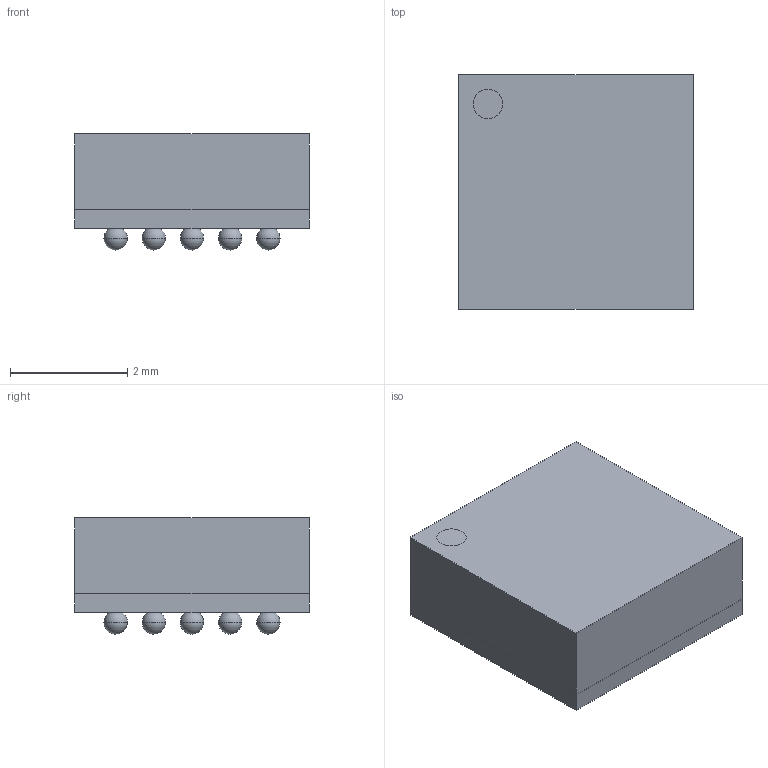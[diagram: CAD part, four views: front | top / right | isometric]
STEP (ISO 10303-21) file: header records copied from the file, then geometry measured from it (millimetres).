
FILE_DESCRIPTION(('FreeCAD Model'),'2;1');
FILE_NAME('Open CASCADE Shape Model','2021-08-16T13:16:12',( 'kicad StepUp'),('ksu MCAD'),'Open CASCADE STEP processor 7.5', 'FreeCAD','Unknown');
FILE_SCHEMA(('AUTOMOTIVE_DESIGN { 1 0 10303 214 1 1 1 1 }'));
Length unit declared in the file: millimetre
Products named in the file (1): LTM8074IY#PBF
Bounding box: 4 x 4 x 1.98 mm (x, y, z)
Volume: 26.6 mm3; surface area: 103.5 mm2
Topology: 29 solids, 29 shells, 102 faces, 254 edges, 186 vertices
Faces by surface type: sphere 50, plane 48, cylinder 4
Entity records: 3418 total; most frequent: CARTESIAN_POINT 768, DIRECTION 518, ORIENTED_EDGE 458, AXIS2_PLACEMENT_3D 236, EDGE_CURVE 229, VERTEX_POINT 186, CIRCLE 133, FACE_BOUND 105
